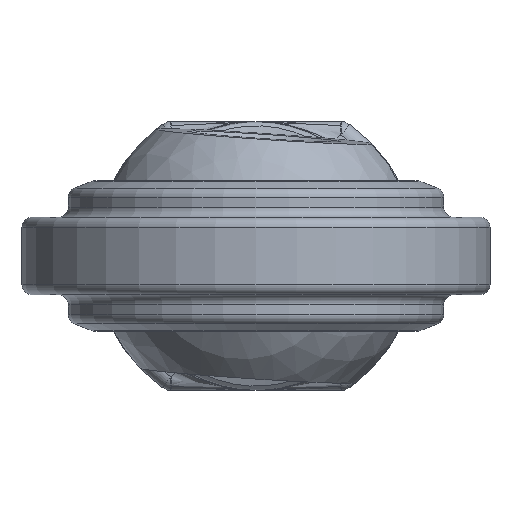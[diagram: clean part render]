
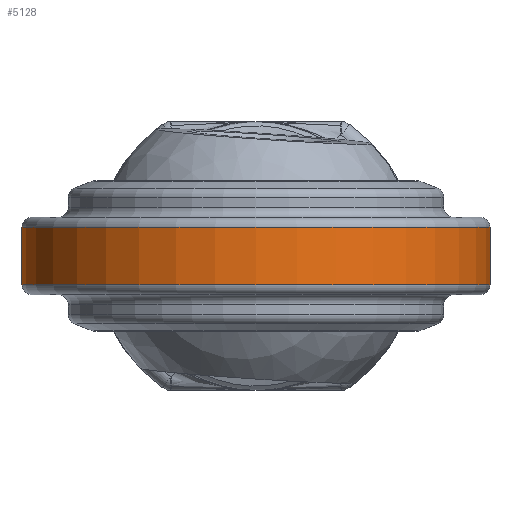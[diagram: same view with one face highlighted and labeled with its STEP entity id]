
A CAD part, front view. The second image highlights one B-rep face of the part: STEP entity #5128.
In plain terms, the highlighted cylindrical face has radius 6.885 mm (diameter 13.77 mm), a partial arc.
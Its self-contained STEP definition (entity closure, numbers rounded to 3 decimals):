
#241 = DIRECTION ( 'NONE',  ( -1., 0., 0. ) ) ;
#400 = AXIS2_PLACEMENT_3D ( 'NONE', #6993, #4550, #241 ) ;
#807 = CYLINDRICAL_SURFACE ( 'NONE', #9579, 6.885 ) ;
#1148 = EDGE_CURVE ( 'NONE', #5311, #6624, #8310, .T. ) ;
#1500 = EDGE_CURVE ( 'NONE', #2521, #1974, #10005, .T. ) ;
#1893 = ORIENTED_EDGE ( 'NONE', *, *, #1148, .F. ) ;
#1974 = VERTEX_POINT ( 'NONE', #5415 ) ;
#2292 = VECTOR ( 'NONE', #10750, 1000. ) ;
#2436 = CARTESIAN_POINT ( 'NONE',  ( 0., 0., -0.84 ) ) ;
#2521 = VERTEX_POINT ( 'NONE', #3587 ) ;
#3587 = CARTESIAN_POINT ( 'NONE',  ( -6.885, 0., 0.84 ) ) ;
#3899 = CARTESIAN_POINT ( 'NONE',  ( 0., 0., -2.22 ) ) ;
#3928 = CARTESIAN_POINT ( 'NONE',  ( -6.885, 0., -2.22 ) ) ;
#4023 = CARTESIAN_POINT ( 'NONE',  ( 6.885, 0., -2.22 ) ) ;
#4550 = DIRECTION ( 'NONE',  ( 0., 0., -1. ) ) ;
#4894 = DIRECTION ( 'NONE',  ( 0., 0., -1. ) ) ;
#4913 = CARTESIAN_POINT ( 'NONE',  ( 6.885, 0., -0.84 ) ) ;
#5128 = ADVANCED_FACE ( 'NONE', ( #5940 ), #807, .T. ) ;
#5198 = ORIENTED_EDGE ( 'NONE', *, *, #1500, .T. ) ;
#5311 = VERTEX_POINT ( 'NONE', #10328 ) ;
#5415 = CARTESIAN_POINT ( 'NONE',  ( -6.885, 0., -0.84 ) ) ;
#5661 = CIRCLE ( 'NONE', #6071, 6.885 ) ;
#5940 = FACE_OUTER_BOUND ( 'NONE', #10743, .T. ) ;
#5989 = VECTOR ( 'NONE', #10890, 1000. ) ;
#6071 = AXIS2_PLACEMENT_3D ( 'NONE', #2436, #6783, #8718 ) ;
#6312 = ORIENTED_EDGE ( 'NONE', *, *, #7782, .T. ) ;
#6624 = VERTEX_POINT ( 'NONE', #4913 ) ;
#6647 = DIRECTION ( 'NONE',  ( -1., 0., 0. ) ) ;
#6783 = DIRECTION ( 'NONE',  ( 0., 0., 1. ) ) ;
#6993 = CARTESIAN_POINT ( 'NONE',  ( 0., 0., 0.84 ) ) ;
#7333 = ORIENTED_EDGE ( 'NONE', *, *, #7447, .T. ) ;
#7447 = EDGE_CURVE ( 'NONE', #5311, #2521, #10122, .T. ) ;
#7782 = EDGE_CURVE ( 'NONE', #1974, #6624, #5661, .T. ) ;
#8310 = LINE ( 'NONE', #4023, #5989 ) ;
#8718 = DIRECTION ( 'NONE',  ( -1., 0., 0. ) ) ;
#9579 = AXIS2_PLACEMENT_3D ( 'NONE', #3899, #4894, #6647 ) ;
#10005 = LINE ( 'NONE', #3928, #2292 ) ;
#10122 = CIRCLE ( 'NONE', #400, 6.885 ) ;
#10328 = CARTESIAN_POINT ( 'NONE',  ( 6.885, 0., 0.84 ) ) ;
#10743 = EDGE_LOOP ( 'NONE', ( #1893, #7333, #5198, #6312 ) ) ;
#10750 = DIRECTION ( 'NONE',  ( 0., 0., -1. ) ) ;
#10890 = DIRECTION ( 'NONE',  ( 0., 0., -1. ) ) ;
